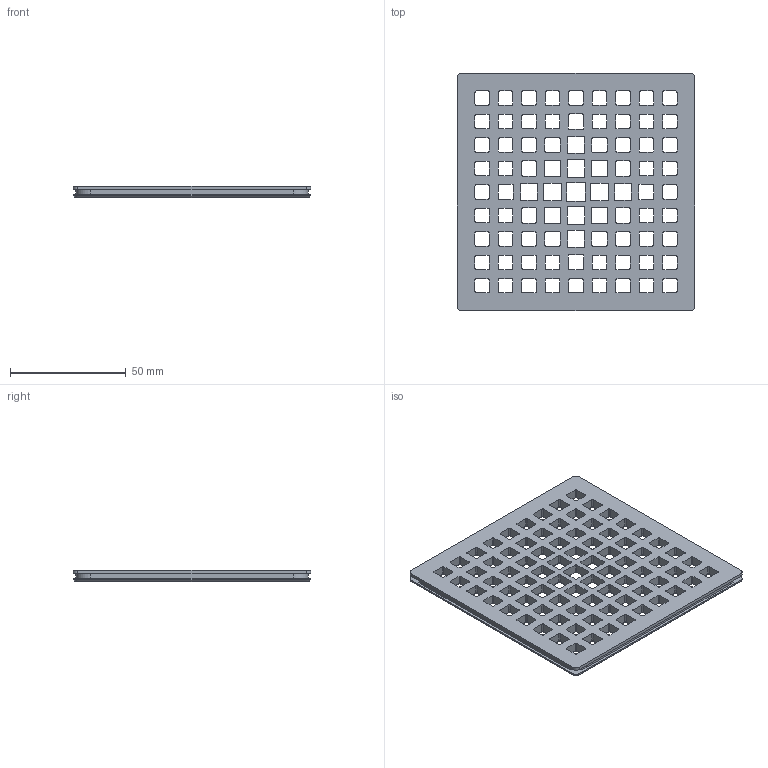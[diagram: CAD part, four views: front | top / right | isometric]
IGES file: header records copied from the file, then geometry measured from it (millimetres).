
Start section:  PTC IGES file: 51006.igs
Global section: file name: 51006.igs; native system: Creo Parametric by PTC Inc.; preprocessor: 2018400; author: rsmith; organization: Unknown; date: 20210917.120738; units: inch
Bounding box: 102.74 x 102.74 x 4.78 mm (x, y, z)
Surface area: 26026.6 mm2 (no closed solid volume)
Topology: 0 solids, 0 shells, 1332 faces, 6656 edges, 6656 vertices
Faces by surface type: bspline 668, revolution 664
